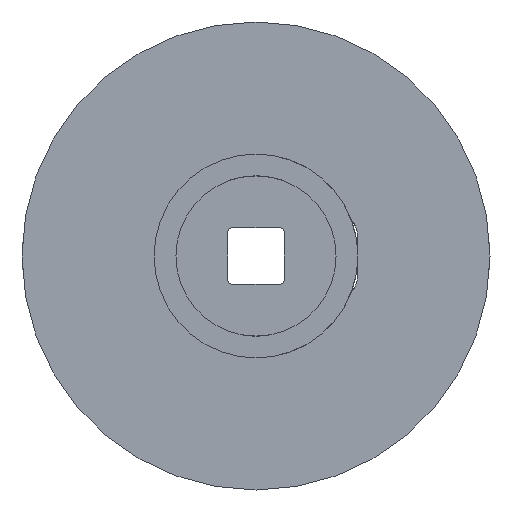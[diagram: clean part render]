
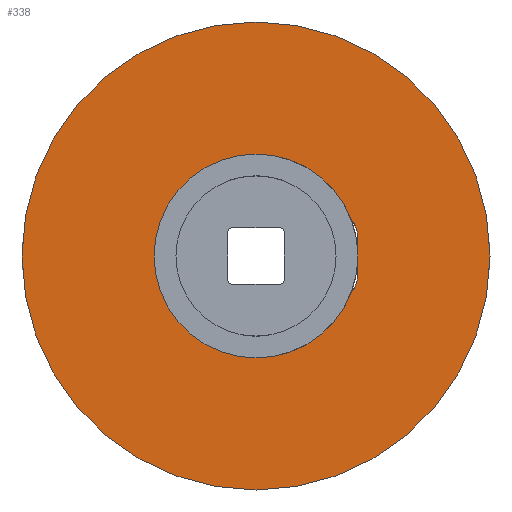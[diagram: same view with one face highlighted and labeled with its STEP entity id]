
A CAD part, front view. The second image highlights one B-rep face of the part: STEP entity #338.
In plain terms, the highlighted planar face has unit normal (0, -1, 0).
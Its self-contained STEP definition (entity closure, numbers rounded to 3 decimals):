
#9 = VERTEX_POINT ( 'NONE', #1625 ) ;
#53 = CARTESIAN_POINT ( 'NONE',  ( 0., 38., 0. ) ) ;
#59 = EDGE_CURVE ( 'NONE', #243, #9, #946, .T. ) ;
#63 = VECTOR ( 'NONE', #1631, 1000. ) ;
#67 = ORIENTED_EDGE ( 'NONE', *, *, #1242, .F. ) ;
#107 = EDGE_LOOP ( 'NONE', ( #67, #1307, #1385, #1929, #1245, #1179 ) ) ;
#108 = DIRECTION ( 'NONE',  ( 0., 0., 1. ) ) ;
#118 = CIRCLE ( 'NONE', #159, 14. ) ;
#121 = EDGE_CURVE ( 'NONE', #969, #1282, #1886, .T. ) ;
#159 = AXIS2_PLACEMENT_3D ( 'NONE', #1849, #945, #921 ) ;
#198 = CIRCLE ( 'NONE', #963, 4. ) ;
#229 = DIRECTION ( 'NONE',  ( 0., -1., 0. ) ) ;
#234 = CARTESIAN_POINT ( 'NONE',  ( 0., 38., -32.138 ) ) ;
#240 = LINE ( 'NONE', #1126, #63 ) ;
#243 = VERTEX_POINT ( 'NONE', #481 ) ;
#338 = ADVANCED_FACE ( 'NONE', ( #1767, #1914 ), #1937, .F. ) ;
#345 = VERTEX_POINT ( 'NONE', #523 ) ;
#372 = AXIS2_PLACEMENT_3D ( 'NONE', #874, #1500, #108 ) ;
#401 = ORIENTED_EDGE ( 'NONE', *, *, #1581, .T. ) ;
#422 = CARTESIAN_POINT ( 'NONE',  ( 0., 38., 0. ) ) ;
#436 = AXIS2_PLACEMENT_3D ( 'NONE', #422, #1677, #596 ) ;
#481 = CARTESIAN_POINT ( 'NONE',  ( 0., 38., 14. ) ) ;
#523 = CARTESIAN_POINT ( 'NONE',  ( 0., 38., 32.138 ) ) ;
#596 = DIRECTION ( 'NONE',  ( 0., 0., -1. ) ) ;
#642 = EDGE_CURVE ( 'NONE', #9, #1282, #118, .T. ) ;
#661 = EDGE_LOOP ( 'NONE', ( #401, #845 ) ) ;
#730 = CARTESIAN_POINT ( 'NONE',  ( 10., 38., 2.45 ) ) ;
#780 = CIRCLE ( 'NONE', #1328, 32.138 ) ;
#835 = CARTESIAN_POINT ( 'NONE',  ( 14., 38., 2.45 ) ) ;
#839 = DIRECTION ( 'NONE',  ( 0., 0., -1. ) ) ;
#845 = ORIENTED_EDGE ( 'NONE', *, *, #1230, .T. ) ;
#850 = CARTESIAN_POINT ( 'NONE',  ( 13.072, 38., 5.011 ) ) ;
#874 = CARTESIAN_POINT ( 'NONE',  ( 10., 38., -2.45 ) ) ;
#875 = CARTESIAN_POINT ( 'NONE',  ( 14., 38., -2.45 ) ) ;
#881 = DIRECTION ( 'NONE',  ( 0., 0., -1. ) ) ;
#921 = DIRECTION ( 'NONE',  ( 0., 0., -1. ) ) ;
#945 = DIRECTION ( 'NONE',  ( 0., -1., 0. ) ) ;
#946 = CIRCLE ( 'NONE', #436, 14. ) ;
#951 = EDGE_CURVE ( 'NONE', #1303, #1010, #198, .T. ) ;
#963 = AXIS2_PLACEMENT_3D ( 'NONE', #730, #1759, #1131 ) ;
#969 = VERTEX_POINT ( 'NONE', #875 ) ;
#1008 = VERTEX_POINT ( 'NONE', #234 ) ;
#1010 = VERTEX_POINT ( 'NONE', #835 ) ;
#1033 = AXIS2_PLACEMENT_3D ( 'NONE', #1525, #1665, #881 ) ;
#1103 = DIRECTION ( 'NONE',  ( 0., -1., 0. ) ) ;
#1126 = CARTESIAN_POINT ( 'NONE',  ( 14., 38., 0. ) ) ;
#1127 = CIRCLE ( 'NONE', #1033, 14. ) ;
#1131 = DIRECTION ( 'NONE',  ( 0., 0., 1. ) ) ;
#1156 = CARTESIAN_POINT ( 'NONE',  ( -32.138, 38., 0. ) ) ;
#1179 = ORIENTED_EDGE ( 'NONE', *, *, #951, .T. ) ;
#1230 = EDGE_CURVE ( 'NONE', #345, #1008, #780, .T. ) ;
#1242 = EDGE_CURVE ( 'NONE', #969, #1010, #240, .T. ) ;
#1245 = ORIENTED_EDGE ( 'NONE', *, *, #1389, .F. ) ;
#1270 = DIRECTION ( 'NONE',  ( 0., 0., 1. ) ) ;
#1277 = CARTESIAN_POINT ( 'NONE',  ( 13.072, 38., -5.011 ) ) ;
#1282 = VERTEX_POINT ( 'NONE', #1277 ) ;
#1303 = VERTEX_POINT ( 'NONE', #850 ) ;
#1307 = ORIENTED_EDGE ( 'NONE', *, *, #121, .T. ) ;
#1328 = AXIS2_PLACEMENT_3D ( 'NONE', #53, #229, #839 ) ;
#1385 = ORIENTED_EDGE ( 'NONE', *, *, #642, .F. ) ;
#1389 = EDGE_CURVE ( 'NONE', #1303, #243, #1127, .T. ) ;
#1398 = CARTESIAN_POINT ( 'NONE',  ( 0., 38., 0. ) ) ;
#1500 = DIRECTION ( 'NONE',  ( 0., 1., 0. ) ) ;
#1525 = CARTESIAN_POINT ( 'NONE',  ( 0., 38., 0. ) ) ;
#1581 = EDGE_CURVE ( 'NONE', #1008, #345, #1909, .T. ) ;
#1625 = CARTESIAN_POINT ( 'NONE',  ( 0., 38., -14. ) ) ;
#1631 = DIRECTION ( 'NONE',  ( 0., 0., 1. ) ) ;
#1665 = DIRECTION ( 'NONE',  ( 0., -1., 0. ) ) ;
#1677 = DIRECTION ( 'NONE',  ( 0., -1., 0. ) ) ;
#1721 = DIRECTION ( 'NONE',  ( 0., 0., -1. ) ) ;
#1751 = AXIS2_PLACEMENT_3D ( 'NONE', #1156, #1778, #1270 ) ;
#1759 = DIRECTION ( 'NONE',  ( 0., 1., 0. ) ) ;
#1767 = FACE_OUTER_BOUND ( 'NONE', #661, .T. ) ;
#1778 = DIRECTION ( 'NONE',  ( 0., 1., 0. ) ) ;
#1849 = CARTESIAN_POINT ( 'NONE',  ( 0., 38., 0. ) ) ;
#1886 = CIRCLE ( 'NONE', #372, 4. ) ;
#1909 = CIRCLE ( 'NONE', #1947, 32.138 ) ;
#1914 = FACE_BOUND ( 'NONE', #107, .T. ) ;
#1929 = ORIENTED_EDGE ( 'NONE', *, *, #59, .F. ) ;
#1937 = PLANE ( 'NONE',  #1751 ) ;
#1947 = AXIS2_PLACEMENT_3D ( 'NONE', #1398, #1103, #1721 ) ;
